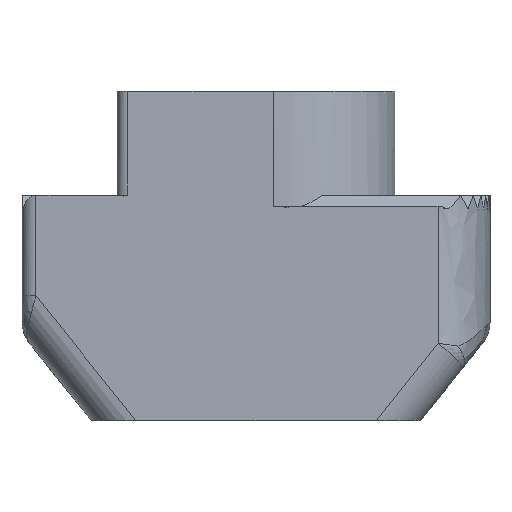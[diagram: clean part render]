
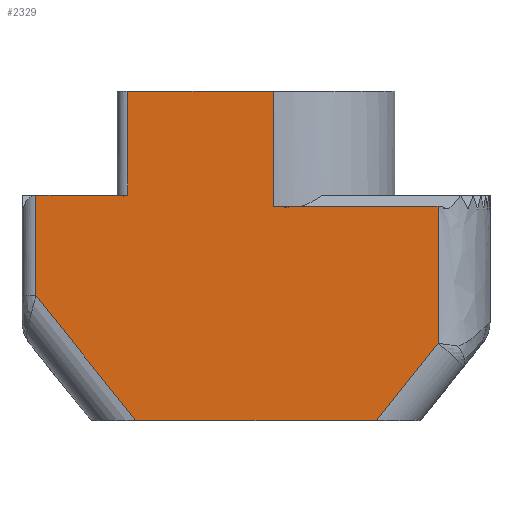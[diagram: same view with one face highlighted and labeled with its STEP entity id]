
A CAD part, top view. The second image highlights one B-rep face of the part: STEP entity #2329.
In plain terms, the highlighted planar face has unit normal (0, 0, 1).
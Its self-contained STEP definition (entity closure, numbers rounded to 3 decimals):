
#78 = VECTOR ( 'NONE', #1561, 1000. ) ;
#112 = EDGE_CURVE ( 'NONE', #1584, #2311, #3379, .T. ) ;
#176 = VERTEX_POINT ( 'NONE', #1175 ) ;
#180 = LINE ( 'NONE', #4077, #4319 ) ;
#199 = DIRECTION ( 'NONE',  ( 0., -1., 0. ) ) ;
#228 = EDGE_CURVE ( 'NONE', #3071, #3448, #2131, .T. ) ;
#426 = CARTESIAN_POINT ( 'NONE',  ( -3.7, 9.5, 7.8 ) ) ;
#503 = CARTESIAN_POINT ( 'NONE',  ( 4.469, 1.25, 7.8 ) ) ;
#530 = DIRECTION ( 'NONE',  ( 1., 0., 0. ) ) ;
#630 = VERTEX_POINT ( 'NONE', #2127 ) ;
#634 = ORIENTED_EDGE ( 'NONE', *, *, #4216, .T. ) ;
#657 = VECTOR ( 'NONE', #1390, 1000. ) ;
#684 = CARTESIAN_POINT ( 'NONE',  ( -3.969, 0.625, 7.8 ) ) ;
#827 = VERTEX_POINT ( 'NONE', #2558 ) ;
#875 = CARTESIAN_POINT ( 'NONE',  ( -6.35, 3.601, 7.8 ) ) ;
#931 = ORIENTED_EDGE ( 'NONE', *, *, #2051, .T. ) ;
#984 = DIRECTION ( 'NONE',  ( -1., 0., 0. ) ) ;
#1163 = VECTOR ( 'NONE', #2454, 1000. ) ;
#1175 = CARTESIAN_POINT ( 'NONE',  ( -6.35, 6.5, 7.8 ) ) ;
#1239 = EDGE_CURVE ( 'NONE', #176, #3862, #2586, .T. ) ;
#1253 = EDGE_CURVE ( 'NONE', #2591, #827, #3643, .T. ) ;
#1306 = CARTESIAN_POINT ( 'NONE',  ( 0.5, 9.5, 7.8 ) ) ;
#1370 = EDGE_CURVE ( 'NONE', #2311, #827, #3763, .T. ) ;
#1372 = EDGE_LOOP ( 'NONE', ( #1542, #931, #2668, #3529, #3249, #2083, #3572, #1511, #3181, #634 ) ) ;
#1390 = DIRECTION ( 'NONE',  ( 0., -1., 0. ) ) ;
#1511 = ORIENTED_EDGE ( 'NONE', *, *, #1370, .T. ) ;
#1542 = ORIENTED_EDGE ( 'NONE', *, *, #228, .F. ) ;
#1561 = DIRECTION ( 'NONE',  ( 1., 0., 0. ) ) ;
#1572 = LINE ( 'NONE', #1671, #657 ) ;
#1584 = VERTEX_POINT ( 'NONE', #2697 ) ;
#1671 = CARTESIAN_POINT ( 'NONE',  ( -3.7, 6.5, 7.8 ) ) ;
#1676 = EDGE_CURVE ( 'NONE', #630, #176, #180, .T. ) ;
#1819 = VECTOR ( 'NONE', #2804, 1000. ) ;
#1931 = CARTESIAN_POINT ( 'NONE',  ( 5.25, 2.226, 7.8 ) ) ;
#1970 = CARTESIAN_POINT ( 'NONE',  ( 5.25, 6.18, 7.8 ) ) ;
#2004 = CARTESIAN_POINT ( 'NONE',  ( 5.25, 3.544, 7.8 ) ) ;
#2051 = EDGE_CURVE ( 'NONE', #3071, #630, #1572, .T. ) ;
#2083 = ORIENTED_EDGE ( 'NONE', *, *, #4163, .T. ) ;
#2084 = LINE ( 'NONE', #2406, #1163 ) ;
#2127 = CARTESIAN_POINT ( 'NONE',  ( -3.7, 6.5, 7.8 ) ) ;
#2131 = LINE ( 'NONE', #3239, #2546 ) ;
#2311 = VERTEX_POINT ( 'NONE', #1931 ) ;
#2329 = ADVANCED_FACE ( 'NONE', ( #2859 ), #3923, .T. ) ;
#2406 = CARTESIAN_POINT ( 'NONE',  ( 0.5, 9.5, 7.8 ) ) ;
#2454 = DIRECTION ( 'NONE',  ( 0., 1., 0. ) ) ;
#2517 = CARTESIAN_POINT ( 'NONE',  ( -3.469, 0., 7.8 ) ) ;
#2524 = DIRECTION ( 'NONE',  ( 1., 0., 0. ) ) ;
#2546 = VECTOR ( 'NONE', #2524, 1000. ) ;
#2558 = CARTESIAN_POINT ( 'NONE',  ( 5.25, 6.18, 7.8 ) ) ;
#2559 = CARTESIAN_POINT ( 'NONE',  ( 0., -5.937, 7.8 ) ) ;
#2586 = LINE ( 'NONE', #3854, #3374 ) ;
#2591 = VERTEX_POINT ( 'NONE', #3043 ) ;
#2610 = EDGE_CURVE ( 'NONE', #3862, #3789, #2799, .T. ) ;
#2668 = ORIENTED_EDGE ( 'NONE', *, *, #1676, .T. ) ;
#2697 = CARTESIAN_POINT ( 'NONE',  ( 3.469, 0., 7.8 ) ) ;
#2718 = AXIS2_PLACEMENT_3D ( 'NONE', #2559, #4248, #530 ) ;
#2754 = VECTOR ( 'NONE', #4187, 1000. ) ;
#2766 = LINE ( 'NONE', #3791, #1819 ) ;
#2799 = LINE ( 'NONE', #684, #3702 ) ;
#2804 = DIRECTION ( 'NONE',  ( 1., 0., 0. ) ) ;
#2859 = FACE_OUTER_BOUND ( 'NONE', #1372, .T. ) ;
#3043 = CARTESIAN_POINT ( 'NONE',  ( 0.5, 6.18, 7.8 ) ) ;
#3071 = VERTEX_POINT ( 'NONE', #426 ) ;
#3181 = ORIENTED_EDGE ( 'NONE', *, *, #1253, .F. ) ;
#3232 = CARTESIAN_POINT ( 'NONE',  ( 0., 6.18, 7.8 ) ) ;
#3239 = CARTESIAN_POINT ( 'NONE',  ( 4., 9.5, 7.8 ) ) ;
#3249 = ORIENTED_EDGE ( 'NONE', *, *, #2610, .T. ) ;
#3374 = VECTOR ( 'NONE', #199, 1000. ) ;
#3379 = LINE ( 'NONE', #503, #2754 ) ;
#3407 = DIRECTION ( 'NONE',  ( 0.625, -0.781, 0. ) ) ;
#3448 = VERTEX_POINT ( 'NONE', #1306 ) ;
#3529 = ORIENTED_EDGE ( 'NONE', *, *, #1239, .T. ) ;
#3572 = ORIENTED_EDGE ( 'NONE', *, *, #112, .T. ) ;
#3634 = CARTESIAN_POINT ( 'NONE',  ( 5.25, 2.226, 7.8 ) ) ;
#3643 = LINE ( 'NONE', #3232, #78 ) ;
#3702 = VECTOR ( 'NONE', #3407, 1000. ) ;
#3763 = B_SPLINE_CURVE_WITH_KNOTS ( 'NONE', 3,
 ( #3634, #2004, #4344, #1970 ),
 .UNSPECIFIED., .F., .F.,
 ( 4, 4 ),
 ( 0.272, 0.946 ),
 .UNSPECIFIED. ) ;
#3789 = VERTEX_POINT ( 'NONE', #2517 ) ;
#3791 = CARTESIAN_POINT ( 'NONE',  ( -4.75, 0., 7.8 ) ) ;
#3854 = CARTESIAN_POINT ( 'NONE',  ( -6.35, 2.5, 7.8 ) ) ;
#3862 = VERTEX_POINT ( 'NONE', #875 ) ;
#3923 = PLANE ( 'NONE',  #2718 ) ;
#4077 = CARTESIAN_POINT ( 'NONE',  ( 6.75, 6.5, 7.8 ) ) ;
#4163 = EDGE_CURVE ( 'NONE', #3789, #1584, #2766, .T. ) ;
#4187 = DIRECTION ( 'NONE',  ( 0.625, 0.781, 0. ) ) ;
#4216 = EDGE_CURVE ( 'NONE', #2591, #3448, #2084, .T. ) ;
#4248 = DIRECTION ( 'NONE',  ( 0., 0., 1. ) ) ;
#4319 = VECTOR ( 'NONE', #984, 1000. ) ;
#4344 = CARTESIAN_POINT ( 'NONE',  ( 5.25, 4.862, 7.8 ) ) ;
